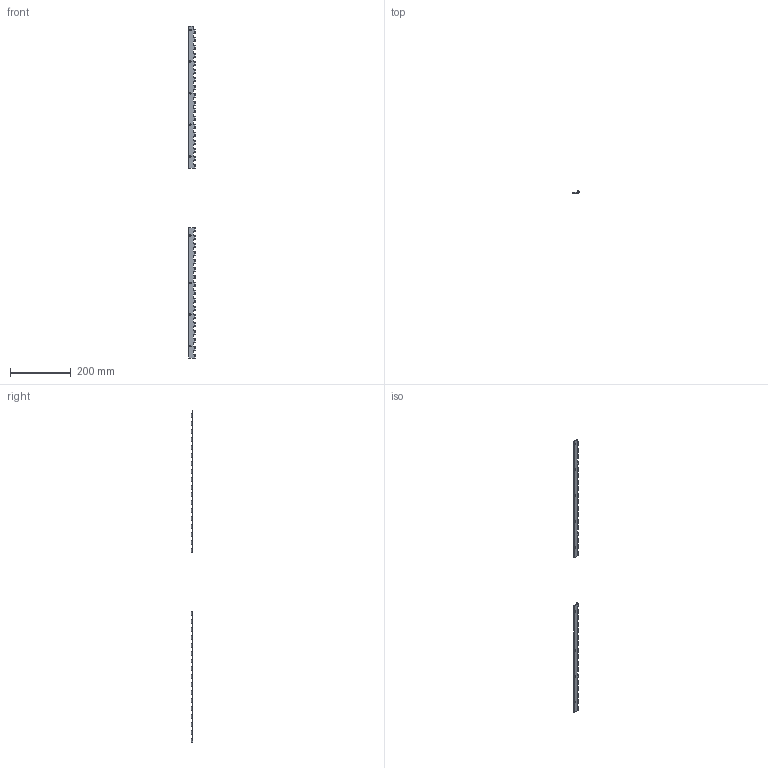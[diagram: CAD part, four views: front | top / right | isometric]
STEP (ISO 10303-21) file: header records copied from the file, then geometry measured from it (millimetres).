
FILE_DESCRIPTION((''),'2;1');
FILE_NAME('Porte_Charnière.stp','2010-09-23T16:32:14',('claivier'),(''),'Autodesk Inventor 11','Autodesk Inventor 11','');
FILE_SCHEMA(('AUTOMOTIVE_DESIGN { 1 0 10303 214 1 1 1 1 }'));
Length unit declared in the file: millimetre
Products named in the file (1): Porte_Charnière
Bounding box: 21.77 x 5.99 x 1092 mm (x, y, z)
Volume: 30626.7 mm3; surface area: 46048.6 mm2
Topology: 2 solids, 2 shells, 225 faces, 672 edges, 451 vertices
Faces by surface type: plane 146, cylinder 70, bspline 9
Entity records: 7625 total; most frequent: CARTESIAN_POINT 1475, ORIENTED_EDGE 1308, DIRECTION 1246, EDGE_CURVE 654, VECTOR 496, LINE 496, VERTEX_POINT 442, AXIS2_PLACEMENT_3D 375
